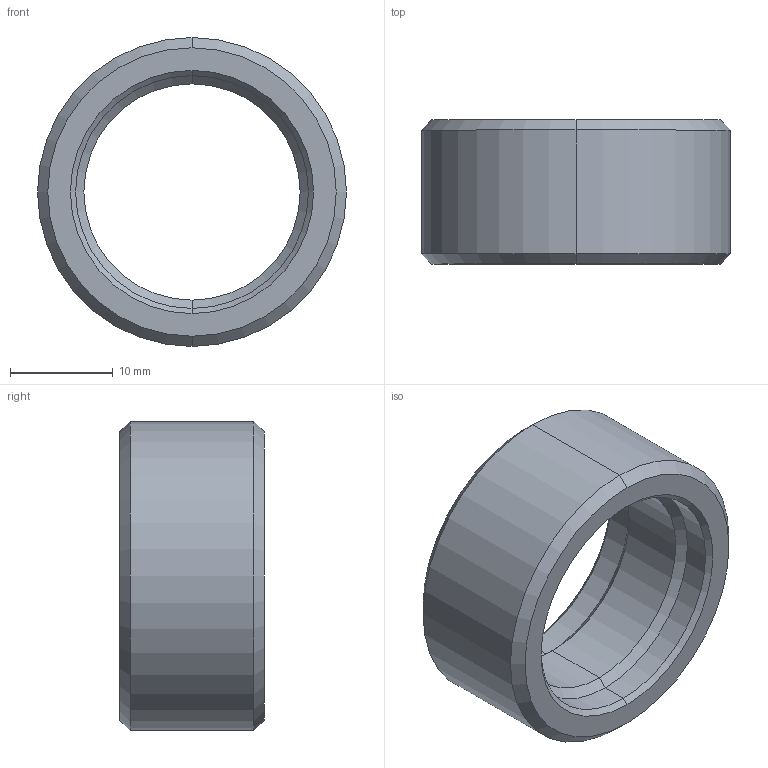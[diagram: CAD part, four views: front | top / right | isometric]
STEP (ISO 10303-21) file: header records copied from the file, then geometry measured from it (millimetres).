
FILE_DESCRIPTION (( 'STEP AP203' ), '1' );
FILE_NAME ('CAP003414-00.STEP', '2024-06-03T07:22:58', ( '' ), ( '' ), 'SwSTEP 2.0', 'SolidWorks 2024', '' );
FILE_SCHEMA (( 'CONFIG_CONTROL_DESIGN' ));
Length unit declared in the file: millimetre
Products named in the file (1): CAP003414-00
Bounding box: 30 x 14 x 30 mm (x, y, z)
Volume: 4564.8 mm3; surface area: 2780.1 mm2
Topology: 1 solids, 1 shells, 22 faces, 44 edges, 24 vertices
Faces by surface type: cone 12, cylinder 8, plane 2
Entity records: 645 total; most frequent: DIRECTION 114, CARTESIAN_POINT 91, ORIENTED_EDGE 88, AXIS2_PLACEMENT_3D 47, EDGE_CURVE 44, CIRCLE 24, EDGE_LOOP 24, VERTEX_POINT 24
